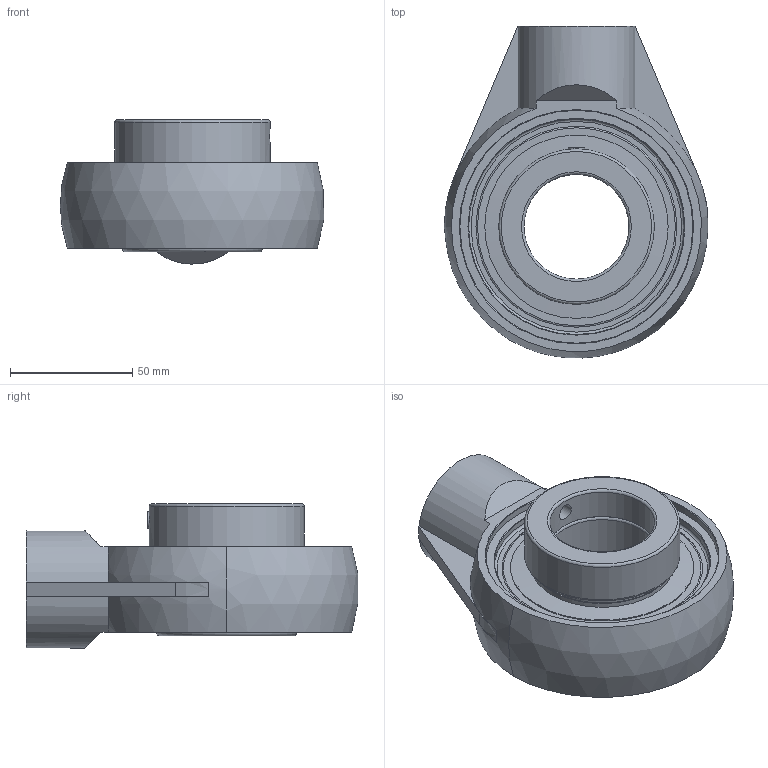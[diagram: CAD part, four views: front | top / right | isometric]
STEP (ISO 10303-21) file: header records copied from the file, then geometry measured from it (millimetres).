
FILE_DESCRIPTION(('HOOPS Exchange Step'),'2;1');
FILE_NAME('export-7CDCB2EE-A7B6-4CA2-8915-D70E2916CF33.stp','2020-05-20T08:08:38-07:00',('dkerr'),('Alibre'),'HOOPS Exchange 2020.0','Alibre','Unknown authorisation');
FILE_SCHEMA( ('AP242_MANAGED_MODEL_BASED_3D_ENGINEERING_MIM_LF {1 0 10303 442 1 1 4 }') );
Length unit declared in the file: inch
Products named in the file (8): MRN SHAM L4L 209; SNC 209 (Ball Bearing); SNC 209 (Shield); SNC 209 (Setscrew); SNC 209-27 (Collar); SNC 209-27 L4L (1.6875inch) (Race); MRN SNC 209-27 L4L (1.6875inch); MRN SNCSHAM 209-27 L4L (1.6875inch)
Assembly tree (8 placements, depth 3):
  MRN SNCSHAM 209-27 L4L (1.6875inch)
    MRN SHAM L4L 209
    MRN SNC 209-27 L4L (1.6875inch)
      SNC 209 (Ball Bearing)
      SNC 209 (Shield)  x2
      SNC 209 (Setscrew)
      SNC 209-27 (Collar)
      SNC 209-27 L4L (1.6875inch) (Race)
Bounding box: 107.66 x 135.62 x 58.87 mm (x, y, z)
Volume: 255669.5 mm3; surface area: 87356.3 mm2
Topology: 16 solids, 16 shells, 137 faces, 367 edges, 242 vertices
Faces by surface type: plane 46, cylinder 38, sphere 18, torus 17, cone 14, bspline 4
Full cylindrical faces by diameter (mm): 6.782 x3, 25.4 x1, 42.862 x2, 50.292 x2, 57.15 x4, 57.912 x2, 63.5 x1, 71.381 x2, 74.93 x2, 88.104 x1, 90.104 x1, 95.22 x1
Entity records: 6374 total; most frequent: CARTESIAN_POINT 2848, DIRECTION 774, ORIENTED_EDGE 642, AXIS2_PLACEMENT_3D 335, EDGE_CURVE 321, VERTEX_POINT 228, CIRCLE 183, EDGE_LOOP 149
